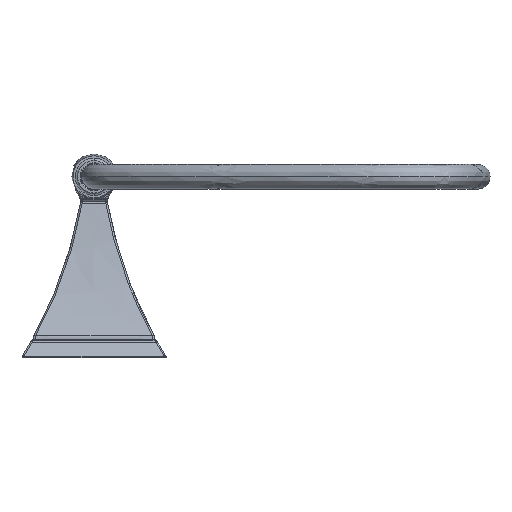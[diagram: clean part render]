
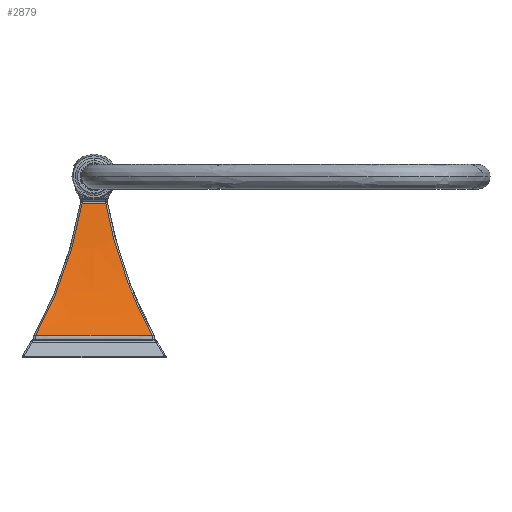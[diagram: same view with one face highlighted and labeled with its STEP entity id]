
A CAD part, left-side view. The second image highlights one B-rep face of the part: STEP entity #2879.
In plain terms, the highlighted free-form (B-spline) face has degree [3, 3] with [6, 5] control points.
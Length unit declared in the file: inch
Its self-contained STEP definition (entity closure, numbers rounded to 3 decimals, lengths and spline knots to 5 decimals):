
#156=CARTESIAN_POINT('',(-0.21902,-0.18945,
2.44432));
#157=CARTESIAN_POINT('',(-0.21901,-0.14709,
2.44431));
#158=CARTESIAN_POINT('',(-0.219,-0.06254,
2.4443));
#159=CARTESIAN_POINT('',(-0.219,0.06376,
2.4443));
#160=CARTESIAN_POINT('',(-0.21901,0.14761,
2.44431));
#161=CARTESIAN_POINT('',(-0.21902,0.18945,
2.44432));
#163=CARTESIAN_POINT('',(-0.95951,-0.93324,
0.32491));
#164=CARTESIAN_POINT('',(-0.91202,-0.88555,
0.41128));
#165=CARTESIAN_POINT('',(-0.81952,-0.79264,
0.58832));
#166=CARTESIAN_POINT('',(-0.68755,-0.66006,
0.87143));
#167=CARTESIAN_POINT('',(-0.57032,-0.54229,
1.15787));
#168=CARTESIAN_POINT('',(-0.47671,-0.44824,
1.41911));
#169=CARTESIAN_POINT('',(-0.40086,-0.37203,
1.65961));
#170=CARTESIAN_POINT('',(-0.33966,-0.31056,
1.88069));
#171=CARTESIAN_POINT('',(-0.29064,-0.26134,
2.08246));
#172=CARTESIAN_POINT('',(-0.25121,-0.22175,
2.26731));
#173=CARTESIAN_POINT('',(-0.22905,-0.19951,
2.38644));
#174=CARTESIAN_POINT('',(-0.21902,-0.18945,
2.44432));
#176=CARTESIAN_POINT('',(-0.95951,0.93324,
0.32491));
#177=CARTESIAN_POINT('',(-0.95961,0.79136,
0.32492));
#178=CARTESIAN_POINT('',(-0.95979,0.50209,
0.32493));
#179=CARTESIAN_POINT('',(-0.95993,0.05658,
0.32494));
#180=CARTESIAN_POINT('',(-0.95984,-0.41497,
0.32493));
#181=CARTESIAN_POINT('',(-0.95964,-0.75651,
0.32492));
#182=CARTESIAN_POINT('',(-0.95951,-0.93324,
0.32491));
#184=CARTESIAN_POINT('',(-0.95951,0.93324,
0.32491));
#185=CARTESIAN_POINT('',(-0.91493,0.88848,
0.40598));
#186=CARTESIAN_POINT('',(-0.8252,0.79836,
0.57713));
#187=CARTESIAN_POINT('',(-0.69325,0.6658,
0.85795));
#188=CARTESIAN_POINT('',(-0.56317,0.53512,
1.1743));
#189=CARTESIAN_POINT('',(-0.4501,0.4215,
1.49629));
#190=CARTESIAN_POINT('',(-0.3568,0.32778,
1.81071));
#191=CARTESIAN_POINT('',(-0.27956,0.2502,
2.12452));
#192=CARTESIAN_POINT('',(-0.23754,0.20803,
2.33746));
#193=CARTESIAN_POINT('',(-0.21902,0.18945,
2.44432));
#414=CARTESIAN_POINT('',(-0.95951,0.93324,
0.32491));
#2485=CARTESIAN_POINT('',(-0.95951,-0.93324,
0.32491));
#2487=VERTEX_POINT('',#2485);
#2494=VERTEX_POINT('',#414);
#2498=CARTESIAN_POINT('',(-0.21902,-0.18945,
2.44432));
#2500=VERTEX_POINT('',#2498);
#2501=VERTEX_POINT('',#161);
#2838=CARTESIAN_POINT('',(-0.21457,0.21401,
2.47027));
#2839=CARTESIAN_POINT('',(-0.21457,0.14268,
2.47027));
#2840=CARTESIAN_POINT('',(-0.21457,0.,
2.47027));
#2841=CARTESIAN_POINT('',(-0.21457,-0.14268,
2.47027));
#2842=CARTESIAN_POINT('',(-0.21457,-0.21401,
2.47027));
#2843=CARTESIAN_POINT('',(-0.25673,0.25607,
2.22186));
#2844=CARTESIAN_POINT('',(-0.25658,0.17068,
2.22186));
#2845=CARTESIAN_POINT('',(-0.25638,0.,
2.22186));
#2846=CARTESIAN_POINT('',(-0.25658,-0.17068,
2.22186));
#2847=CARTESIAN_POINT('',(-0.25673,-0.25607,
2.22186));
#2848=CARTESIAN_POINT('',(-0.36755,0.3666,
1.72956));
#2849=CARTESIAN_POINT('',(-0.36722,0.24433,
1.72956));
#2850=CARTESIAN_POINT('',(-0.36678,0.,
1.72956));
#2851=CARTESIAN_POINT('',(-0.36722,-0.24433,
1.72956));
#2852=CARTESIAN_POINT('',(-0.36755,-0.3666,
1.72956));
#2853=CARTESIAN_POINT('',(-0.65957,0.65786,
0.88305));
#2854=CARTESIAN_POINT('',(-0.65959,0.43858,
0.88305));
#2855=CARTESIAN_POINT('',(-0.65963,0.,
0.88305));
#2856=CARTESIAN_POINT('',(-0.65959,-0.43858,
0.88305));
#2857=CARTESIAN_POINT('',(-0.65957,-0.65786,
0.88305));
#2858=CARTESIAN_POINT('',(-0.95497,0.95249,
0.30994));
#2859=CARTESIAN_POINT('',(-0.95544,0.6351,
0.30994));
#2860=CARTESIAN_POINT('',(-0.95608,0.,
0.30994));
#2861=CARTESIAN_POINT('',(-0.95544,-0.6351,
0.30994));
#2862=CARTESIAN_POINT('',(-0.95497,-0.95249,
0.30994));
#2863=CARTESIAN_POINT('',(-1.16316,1.16015,
-0.021));
#2864=CARTESIAN_POINT('',(-1.16313,0.77342,
-0.021));
#2865=CARTESIAN_POINT('',(-1.16309,0.,
-0.021));
#2866=CARTESIAN_POINT('',(-1.16313,-0.77343,
-0.021));
#2867=CARTESIAN_POINT('',(-1.16316,-1.16015,
-0.021));
#2868=B_SPLINE_SURFACE_WITH_KNOTS('',3,3,((#2838,#2839,#2840,#2841,#2842),
(#2843,#2844,#2845,#2846,#2847),(#2848,#2849,#2850,#2851,#2852),(#2853,#2854,
#2855,#2856,#2857),(#2858,#2859,#2860,#2861,#2862),(#2863,#2864,#2865,#2866,
#2867)),.UNSPECIFIED.,.F.,.F.,.F.,(4,1,1,4),(4,1,4),(-0.00041,
0.28411,0.56823,1.00932),(0.12532,0.25,
0.37468),.UNSPECIFIED.);
#2870=ORIENTED_EDGE('',*,*,#2869,.F.);
#2872=ORIENTED_EDGE('',*,*,#2871,.F.);
#2874=ORIENTED_EDGE('',*,*,#2873,.F.);
#2876=ORIENTED_EDGE('',*,*,#2875,.T.);
#2877=EDGE_LOOP('',(#2870,#2872,#2874,#2876));
#2878=FACE_OUTER_BOUND('',#2877,.F.);
#2879=ADVANCED_FACE('',(#2878),#2868,.T.);
#162=B_SPLINE_CURVE_WITH_KNOTS('',3,(#156,#157,#158,#159,#160,#161),
.UNSPECIFIED.,.F.,.F.,(4,1,1,4),(0.,0.33333,0.66667,1.),
.UNSPECIFIED.);
#175=B_SPLINE_CURVE_WITH_KNOTS('',3,(#163,#164,#165,#166,#167,#168,#169,#170,
#171,#172,#173,#174),.UNSPECIFIED.,.F.,.F.,(4,1,1,1,1,1,1,1,1,4),(0.,
0.11111,0.22222,0.33333,0.44444,
0.55556,0.66667,0.77778,0.88889,1.),
.UNSPECIFIED.);
#183=B_SPLINE_CURVE_WITH_KNOTS('',3,(#176,#177,#178,#179,#180,#181,#182),
.UNSPECIFIED.,.F.,.F.,(4,1,1,1,4),(0.,0.25,0.5,0.75,1.),
.UNSPECIFIED.);
#194=B_SPLINE_CURVE_WITH_KNOTS('',3,(#184,#185,#186,#187,#188,#189,#190,#191,
#192,#193),.UNSPECIFIED.,.F.,.F.,(4,1,1,1,1,1,1,4),(0.,0.14286,
0.28571,0.42857,0.57143,0.71429,
0.85714,1.),.UNSPECIFIED.);
#2869=EDGE_CURVE('',#2500,#2501,#162,.T.);
#2871=EDGE_CURVE('',#2487,#2500,#175,.T.);
#2873=EDGE_CURVE('',#2494,#2487,#183,.T.);
#2875=EDGE_CURVE('',#2494,#2501,#194,.T.);
